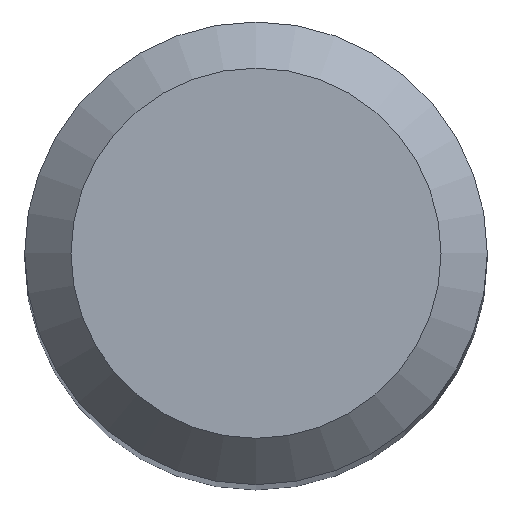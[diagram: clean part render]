
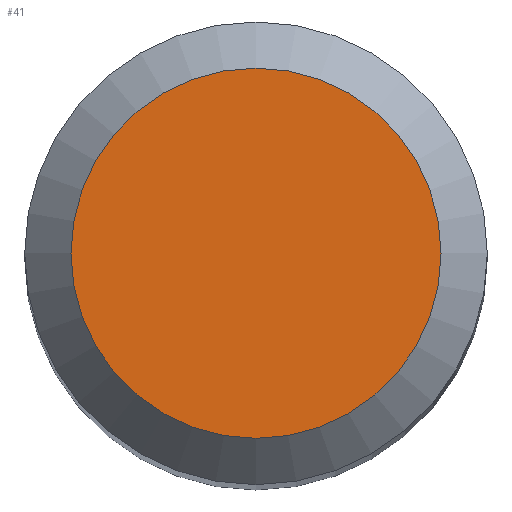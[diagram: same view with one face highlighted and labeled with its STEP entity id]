
A CAD part, top view. The second image highlights one B-rep face of the part: STEP entity #41.
In plain terms, the highlighted planar face has unit normal (0, 0, 1).
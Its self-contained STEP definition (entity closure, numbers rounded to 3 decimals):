
#13 = DIRECTION ( 'NONE',  ( 0., 0., 1. ) ) ;
#38 = ORIENTED_EDGE ( 'NONE', *, *, #64, .T. ) ;
#41 = ADVANCED_FACE ( 'NONE', ( #162 ), #257, .T. ) ;
#64 = EDGE_CURVE ( 'NONE', #115, #115, #213, .T. ) ;
#66 = CARTESIAN_POINT ( 'NONE',  ( 0., 0., 0. ) ) ;
#115 = VERTEX_POINT ( 'NONE', #166 ) ;
#144 = AXIS2_PLACEMENT_3D ( 'NONE', #66, #230, #146 ) ;
#146 = DIRECTION ( 'NONE',  ( 1., 0., 0. ) ) ;
#162 = FACE_OUTER_BOUND ( 'NONE', #178, .T. ) ;
#165 = DIRECTION ( 'NONE',  ( 1., 0., 0. ) ) ;
#166 = CARTESIAN_POINT ( 'NONE',  ( 2.4, 0., 0. ) ) ;
#178 = EDGE_LOOP ( 'NONE', ( #38 ) ) ;
#184 = CARTESIAN_POINT ( 'NONE',  ( 0., 0., 0. ) ) ;
#204 = AXIS2_PLACEMENT_3D ( 'NONE', #184, #13, #165 ) ;
#213 = CIRCLE ( 'NONE', #204, 2.4 ) ;
#230 = DIRECTION ( 'NONE',  ( 0., 0., 1. ) ) ;
#257 = PLANE ( 'NONE',  #144 ) ;
